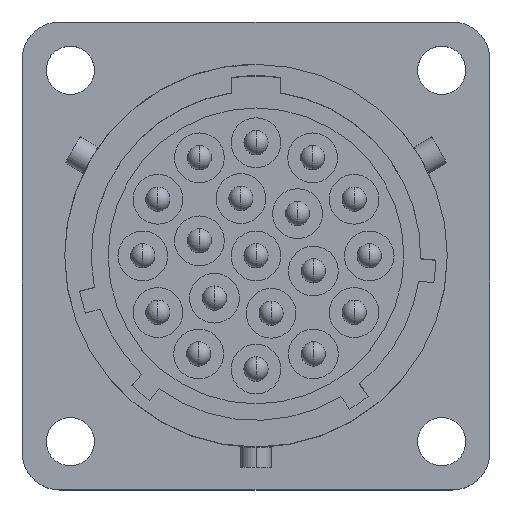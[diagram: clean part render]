
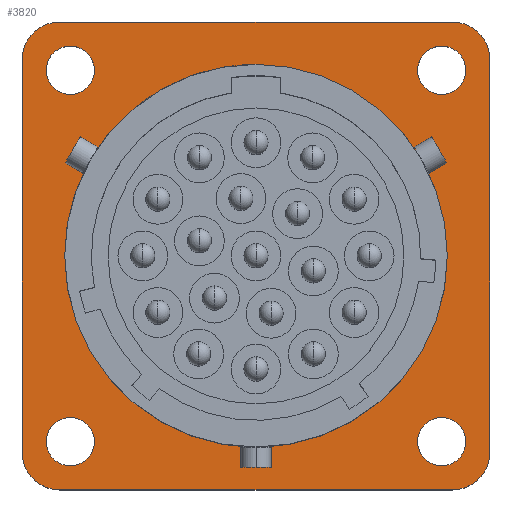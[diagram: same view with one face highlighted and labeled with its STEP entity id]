
A CAD part, top view. The second image highlights one B-rep face of the part: STEP entity #3820.
In plain terms, the highlighted planar face has unit normal (0, 0, 1).
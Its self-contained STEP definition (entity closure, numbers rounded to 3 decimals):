
#322=DIRECTION('',(0.,-1.,0.));
#323=VECTOR('',#322,26.);
#324=CARTESIAN_POINT('',(15.5,13.,-11.35));
#325=LINE('',#324,#323);
#326=CARTESIAN_POINT('',(13.,-13.,-11.35));
#327=DIRECTION('',(0.,0.,-1.));
#328=DIRECTION('',(1.,0.,0.));
#329=AXIS2_PLACEMENT_3D('',#326,#327,#328);
#331=DIRECTION('',(-1.,0.,0.));
#332=VECTOR('',#331,26.);
#333=CARTESIAN_POINT('',(13.,-15.5,-11.35));
#334=LINE('',#333,#332);
#335=CARTESIAN_POINT('',(-13.,-13.,-11.35));
#336=DIRECTION('',(0.,0.,-1.));
#337=DIRECTION('',(0.,-1.,0.));
#338=AXIS2_PLACEMENT_3D('',#335,#336,#337);
#340=DIRECTION('',(0.,1.,0.));
#341=VECTOR('',#340,26.);
#342=CARTESIAN_POINT('',(-15.5,-13.,-11.35));
#343=LINE('',#342,#341);
#344=CARTESIAN_POINT('',(-13.,13.,-11.35));
#345=DIRECTION('',(0.,0.,-1.));
#346=DIRECTION('',(-1.,0.,0.));
#347=AXIS2_PLACEMENT_3D('',#344,#345,#346);
#349=DIRECTION('',(1.,0.,0.));
#350=VECTOR('',#349,26.);
#351=CARTESIAN_POINT('',(-13.,15.5,-11.35));
#352=LINE('',#351,#350);
#353=CARTESIAN_POINT('',(13.,13.,-11.35));
#354=DIRECTION('',(0.,0.,-1.));
#355=DIRECTION('',(0.,1.,0.));
#356=AXIS2_PLACEMENT_3D('',#353,#354,#355);
#358=CARTESIAN_POINT('',(0.,0.,-11.35));
#359=DIRECTION('',(0.,0.,-1.));
#360=DIRECTION('',(-1.,0.,0.));
#361=AXIS2_PLACEMENT_3D('',#358,#359,#360);
#363=CARTESIAN_POINT('',(0.,0.,-11.35));
#364=DIRECTION('',(0.,0.,-1.));
#365=DIRECTION('',(1.,0.,0.));
#366=AXIS2_PLACEMENT_3D('',#363,#364,#365);
#368=CARTESIAN_POINT('',(-12.305,12.305,-11.35));
#369=DIRECTION('',(0.,0.,-1.));
#370=DIRECTION('',(-1.,0.,0.));
#371=AXIS2_PLACEMENT_3D('',#368,#369,#370);
#373=CARTESIAN_POINT('',(-12.305,12.305,-11.35));
#374=DIRECTION('',(0.,0.,-1.));
#375=DIRECTION('',(1.,0.,0.));
#376=AXIS2_PLACEMENT_3D('',#373,#374,#375);
#378=CARTESIAN_POINT('',(-12.305,-12.305,-11.35));
#379=DIRECTION('',(0.,0.,-1.));
#380=DIRECTION('',(-1.,0.,0.));
#381=AXIS2_PLACEMENT_3D('',#378,#379,#380);
#383=CARTESIAN_POINT('',(-12.305,-12.305,-11.35));
#384=DIRECTION('',(0.,0.,-1.));
#385=DIRECTION('',(1.,0.,0.));
#386=AXIS2_PLACEMENT_3D('',#383,#384,#385);
#388=CARTESIAN_POINT('',(12.305,-12.305,-11.35));
#389=DIRECTION('',(0.,0.,-1.));
#390=DIRECTION('',(-1.,0.,0.));
#391=AXIS2_PLACEMENT_3D('',#388,#389,#390);
#393=CARTESIAN_POINT('',(12.305,-12.305,-11.35));
#394=DIRECTION('',(0.,0.,-1.));
#395=DIRECTION('',(1.,0.,0.));
#396=AXIS2_PLACEMENT_3D('',#393,#394,#395);
#398=CARTESIAN_POINT('',(12.305,12.305,-11.35));
#399=DIRECTION('',(0.,0.,-1.));
#400=DIRECTION('',(-1.,0.,0.));
#401=AXIS2_PLACEMENT_3D('',#398,#399,#400);
#403=CARTESIAN_POINT('',(12.305,12.305,-11.35));
#404=DIRECTION('',(0.,0.,-1.));
#405=DIRECTION('',(1.,0.,0.));
#406=AXIS2_PLACEMENT_3D('',#403,#404,#405);
#2858=CARTESIAN_POINT('',(15.5,13.,-11.35));
#2859=CARTESIAN_POINT('',(15.5,-13.,-11.35));
#2860=VERTEX_POINT('',#2858);
#2861=VERTEX_POINT('',#2859);
#2862=CARTESIAN_POINT('',(13.,-15.5,-11.35));
#2863=CARTESIAN_POINT('',(-13.,-15.5,-11.35));
#2864=VERTEX_POINT('',#2862);
#2865=VERTEX_POINT('',#2863);
#2866=CARTESIAN_POINT('',(-15.5,-13.,-11.35));
#2867=CARTESIAN_POINT('',(-15.5,13.,-11.35));
#2868=VERTEX_POINT('',#2866);
#2869=VERTEX_POINT('',#2867);
#2870=CARTESIAN_POINT('',(-13.,15.5,-11.35));
#2871=CARTESIAN_POINT('',(13.,15.5,-11.35));
#2872=VERTEX_POINT('',#2870);
#2873=VERTEX_POINT('',#2871);
#2890=CARTESIAN_POINT('',(-12.675,0.,-11.35));
#2891=CARTESIAN_POINT('',(12.675,0.,-11.35));
#2892=VERTEX_POINT('',#2890);
#2893=VERTEX_POINT('',#2891);
#2902=CARTESIAN_POINT('',(-13.905,12.305,-11.35));
#2903=CARTESIAN_POINT('',(-10.705,12.305,-11.35));
#2904=VERTEX_POINT('',#2902);
#2905=VERTEX_POINT('',#2903);
#2906=CARTESIAN_POINT('',(-13.905,-12.305,-11.35));
#2907=CARTESIAN_POINT('',(-10.705,-12.305,-11.35));
#2908=VERTEX_POINT('',#2906);
#2909=VERTEX_POINT('',#2907);
#2910=CARTESIAN_POINT('',(10.705,-12.305,-11.35));
#2911=CARTESIAN_POINT('',(13.905,-12.305,-11.35));
#2912=VERTEX_POINT('',#2910);
#2913=VERTEX_POINT('',#2911);
#2914=CARTESIAN_POINT('',(10.705,12.305,-11.35));
#2915=CARTESIAN_POINT('',(13.905,12.305,-11.35));
#2916=VERTEX_POINT('',#2914);
#2917=VERTEX_POINT('',#2915);
#3769=CARTESIAN_POINT('',(0.,0.,-11.35));
#3770=DIRECTION('',(0.,0.,-1.));
#3771=DIRECTION('',(-1.,0.,0.));
#3772=AXIS2_PLACEMENT_3D('',#3769,#3770,#3771);
#3773=PLANE('',#3772);
#3775=ORIENTED_EDGE('',*,*,#3774,.T.);
#3777=ORIENTED_EDGE('',*,*,#3776,.T.);
#3779=ORIENTED_EDGE('',*,*,#3778,.T.);
#3781=ORIENTED_EDGE('',*,*,#3780,.T.);
#3783=ORIENTED_EDGE('',*,*,#3782,.T.);
#3785=ORIENTED_EDGE('',*,*,#3784,.T.);
#3787=ORIENTED_EDGE('',*,*,#3786,.T.);
#3789=ORIENTED_EDGE('',*,*,#3788,.T.);
#3790=EDGE_LOOP('',(#3775,#3777,#3779,#3781,#3783,#3785,#3787,#3789));
#3791=FACE_OUTER_BOUND('',#3790,.F.);
#3792=ORIENTED_EDGE('',*,*,#3646,.F.);
#3793=ORIENTED_EDGE('',*,*,#3679,.F.);
#3794=EDGE_LOOP('',(#3792,#3793));
#3795=FACE_BOUND('',#3794,.F.);
#3797=ORIENTED_EDGE('',*,*,#3796,.F.);
#3799=ORIENTED_EDGE('',*,*,#3798,.F.);
#3800=EDGE_LOOP('',(#3797,#3799));
#3801=FACE_BOUND('',#3800,.F.);
#3803=ORIENTED_EDGE('',*,*,#3802,.F.);
#3805=ORIENTED_EDGE('',*,*,#3804,.F.);
#3806=EDGE_LOOP('',(#3803,#3805));
#3807=FACE_BOUND('',#3806,.F.);
#3809=ORIENTED_EDGE('',*,*,#3808,.F.);
#3811=ORIENTED_EDGE('',*,*,#3810,.F.);
#3812=EDGE_LOOP('',(#3809,#3811));
#3813=FACE_BOUND('',#3812,.F.);
#3815=ORIENTED_EDGE('',*,*,#3814,.F.);
#3817=ORIENTED_EDGE('',*,*,#3816,.F.);
#3818=EDGE_LOOP('',(#3815,#3817));
#3819=FACE_BOUND('',#3818,.F.);
#3820=ADVANCED_FACE('',(#3791,#3795,#3801,#3807,#3813,#3819),#3773,.F.);
#330=CIRCLE('',#329,2.5);
#339=CIRCLE('',#338,2.5);
#348=CIRCLE('',#347,2.5);
#357=CIRCLE('',#356,2.5);
#362=CIRCLE('',#361,12.675);
#367=CIRCLE('',#366,12.675);
#372=CIRCLE('',#371,1.6);
#377=CIRCLE('',#376,1.6);
#382=CIRCLE('',#381,1.6);
#387=CIRCLE('',#386,1.6);
#392=CIRCLE('',#391,1.6);
#397=CIRCLE('',#396,1.6);
#402=CIRCLE('',#401,1.6);
#407=CIRCLE('',#406,1.6);
#3646=EDGE_CURVE('',#2892,#2893,#362,.T.);
#3679=EDGE_CURVE('',#2893,#2892,#367,.T.);
#3774=EDGE_CURVE('',#2860,#2861,#325,.T.);
#3776=EDGE_CURVE('',#2861,#2864,#330,.T.);
#3778=EDGE_CURVE('',#2864,#2865,#334,.T.);
#3780=EDGE_CURVE('',#2865,#2868,#339,.T.);
#3782=EDGE_CURVE('',#2868,#2869,#343,.T.);
#3784=EDGE_CURVE('',#2869,#2872,#348,.T.);
#3786=EDGE_CURVE('',#2872,#2873,#352,.T.);
#3788=EDGE_CURVE('',#2873,#2860,#357,.T.);
#3796=EDGE_CURVE('',#2904,#2905,#372,.T.);
#3798=EDGE_CURVE('',#2905,#2904,#377,.T.);
#3802=EDGE_CURVE('',#2908,#2909,#382,.T.);
#3804=EDGE_CURVE('',#2909,#2908,#387,.T.);
#3808=EDGE_CURVE('',#2912,#2913,#392,.T.);
#3810=EDGE_CURVE('',#2913,#2912,#397,.T.);
#3814=EDGE_CURVE('',#2916,#2917,#402,.T.);
#3816=EDGE_CURVE('',#2917,#2916,#407,.T.);
